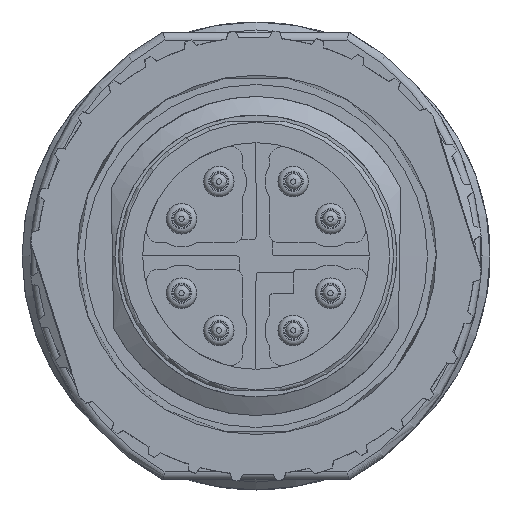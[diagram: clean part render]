
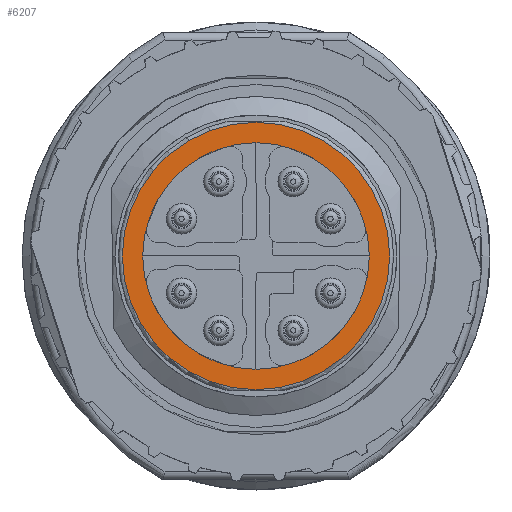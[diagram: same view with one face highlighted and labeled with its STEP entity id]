
A CAD part, front view. The second image highlights one B-rep face of the part: STEP entity #6207.
In plain terms, the highlighted face is planar.
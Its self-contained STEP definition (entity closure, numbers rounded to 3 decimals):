
#5222=PLANE('',#17073);
#5453=FACE_BOUND('',#7698,.T.);
#5454=FACE_BOUND('',#7699,.T.);
#6207=ADVANCED_FACE('NONE',(#5453,#5454),#5222,.T.);
#7698=EDGE_LOOP('',(#10769));
#7699=EDGE_LOOP('',(#10770));
#10769=ORIENTED_EDGE('',*,*,#15091,.F.);
#10770=ORIENTED_EDGE('',*,*,#15092,.T.);
#13821=VERTEX_POINT('',#24251);
#13822=VERTEX_POINT('',#24253);
#15091=EDGE_CURVE('NONE',#13821,#13821,#16369,.T.);
#15092=EDGE_CURVE('NONE',#13822,#13822,#16370,.T.);
#16369=CIRCLE('',#17071,4.26);
#16370=CIRCLE('',#17072,5.025);
#17071=AXIS2_PLACEMENT_3D('',#24250,#18799,#18800);
#17072=AXIS2_PLACEMENT_3D('',#24252,#18801,#18802);
#17073=AXIS2_PLACEMENT_3D('',#24254,#18803,#18804);
#18799=DIRECTION('',(0.,0.,1.));
#18800=DIRECTION('',(-1.,0.,0.));
#18801=DIRECTION('',(0.,0.,1.));
#18802=DIRECTION('',(-1.,0.,0.));
#18803=DIRECTION('',(0.,0.,1.));
#18804=DIRECTION('',(-1.,0.,0.));
#24250=CARTESIAN_POINT('',(0.,0.,-5.));
#24251=CARTESIAN_POINT('',(-4.26,0.,-5.));
#24252=CARTESIAN_POINT('',(0.,0.,-5.));
#24253=CARTESIAN_POINT('',(-5.025,0.,-5.));
#24254=CARTESIAN_POINT('',(0.,0.,-5.));
